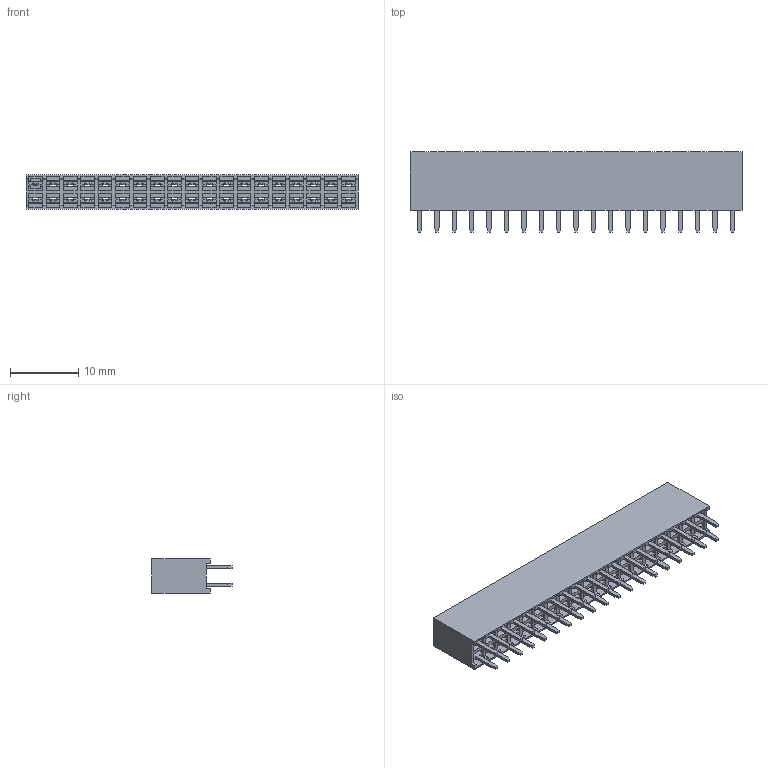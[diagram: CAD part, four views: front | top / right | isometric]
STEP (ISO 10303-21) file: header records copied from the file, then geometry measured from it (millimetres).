
FILE_DESCRIPTION(('STEP AP214'),'1');
FILE_NAME('female_header_a-bl254-dg-g38d.stp','2016-05-10T19:01:22',('TraceParts'),('TraceParts S.A.'),'Spatial InterOp 3D',' ',' ');
FILE_SCHEMA(('automotive_design'));
Length unit declared in the file: millimetre
Products named in the file (1): 1
Bounding box: 48.51 x 11.7 x 5 mm (x, y, z)
Volume: 887 mm3; surface area: 4147.1 mm2
Topology: 1 solids, 1 shells, 1162 faces, 3288 edges, 2092 vertices
Faces by surface type: plane 1046, cylinder 116
Entity records: 46280 total; most frequent: ORIENTED_EDGE 6576, CARTESIAN_POINT 6543, DIRECTION 5846, EDGE_CURVE 3288, LINE 3056, VECTOR 3056, VERTEX_POINT 2092, AXIS2_PLACEMENT_3D 1395
